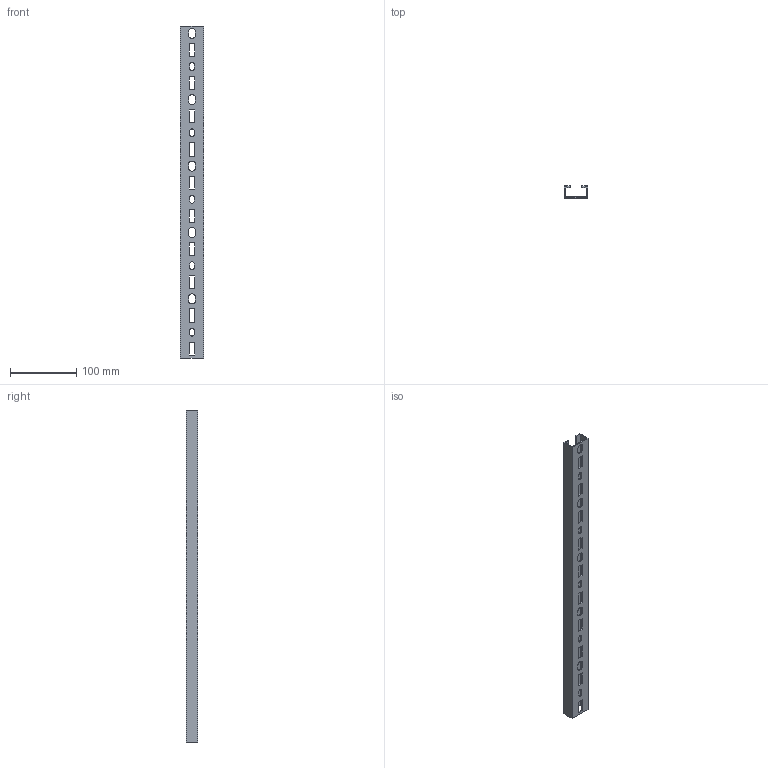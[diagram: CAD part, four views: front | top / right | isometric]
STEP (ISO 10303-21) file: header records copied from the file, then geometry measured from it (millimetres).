
FILE_DESCRIPTION (( 'STEP AP214' ), '1' );
FILE_NAME ('1104589.stp', '2023-09-07T13:32:15', ( '' ), ( '' ), 'SwSTEP 2.0', 'SolidWorks 2022', '' );
FILE_SCHEMA (( 'AUTOMOTIVE_DESIGN' ));
Length unit declared in the file: millimetre
Products named in the file (1): 1104589
Bounding box: 35 x 18 x 500 mm (x, y, z)
Volume: 66835.3 mm3; surface area: 80051.6 mm2
Topology: 1 solids, 1 shells, 150 faces, 444 edges, 296 vertices
Faces by surface type: plane 90, cylinder 60
Entity records: 5142 total; most frequent: CARTESIAN_POINT 891, ORIENTED_EDGE 888, DIRECTION 866, EDGE_CURVE 444, LINE 324, VECTOR 324, VERTEX_POINT 296, AXIS2_PLACEMENT_3D 271
